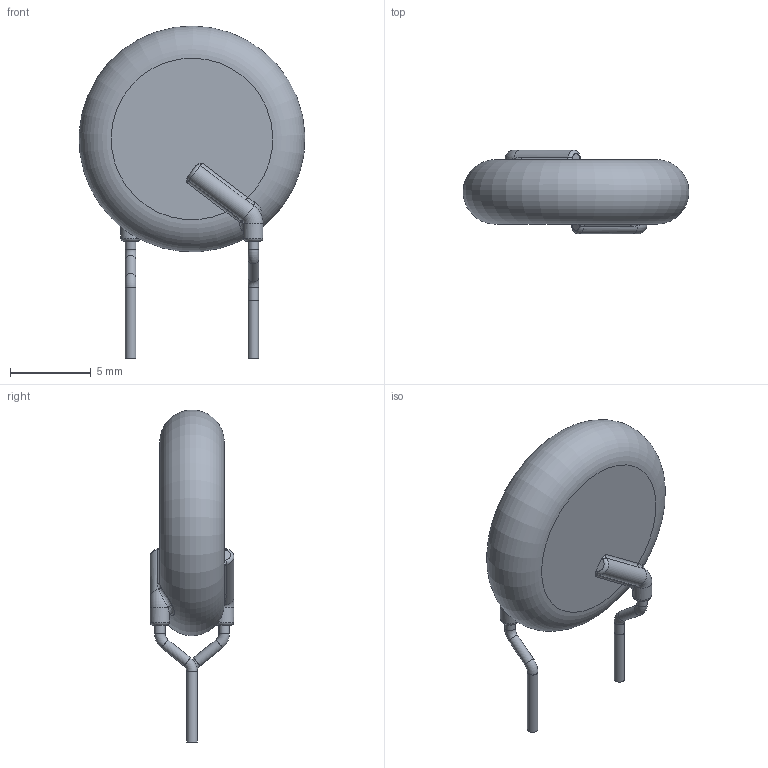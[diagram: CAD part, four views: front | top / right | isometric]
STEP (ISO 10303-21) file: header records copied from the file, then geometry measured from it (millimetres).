
FILE_DESCRIPTION(/* description */ (''),/* implementation_level */ '2;1');
FILE_NAME(/* name */ 'CAPRB_MURATA_DE2F3KY103MA3BM02.stp',/* time_stamp */ '2015-04-22T16:25:04+02:00',/* author */ ('admchouv'),/* organization */ (''),/* preprocessor_version */ 'ST-DEVELOPER v15.5',/* originating_system */ 'AutoCAD Mechanical',/* authorisation */ '');
FILE_SCHEMA (('AUTOMOTIVE_DESIGN { 1 0 10303 214 3 1 1 }'));
Length unit declared in the file: millimetre
Products named in the file (1): Product
Bounding box: 14.02 x 5.2 x 20.61 mm (x, y, z)
Volume: 564 mm3; surface area: 468.1 mm2
Topology: 4 solids, 4 shells, 52 faces, 106 edges, 62 vertices
Faces by surface type: cylinder 15, torus 15, plane 12, bspline 10
Full cylindrical faces by diameter (mm): 0.65 x7, 1.2 x2
Entity records: 1709 total; most frequent: CARTESIAN_POINT 703, DIRECTION 200, ORIENTED_EDGE 172, AXIS2_PLACEMENT_3D 95, EDGE_CURVE 86, EDGE_LOOP 68, VERTEX_POINT 58, FACE_OUTER_BOUND 52
